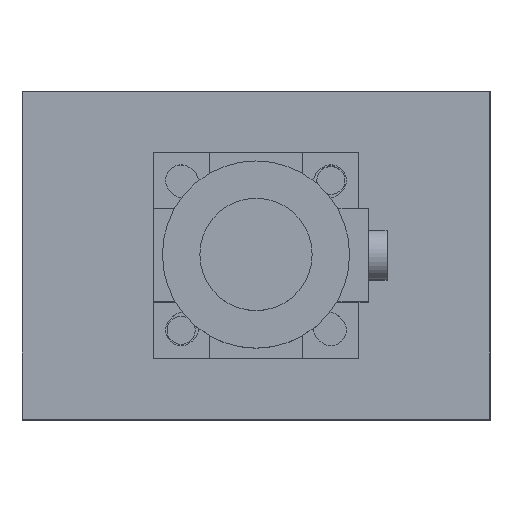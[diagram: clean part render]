
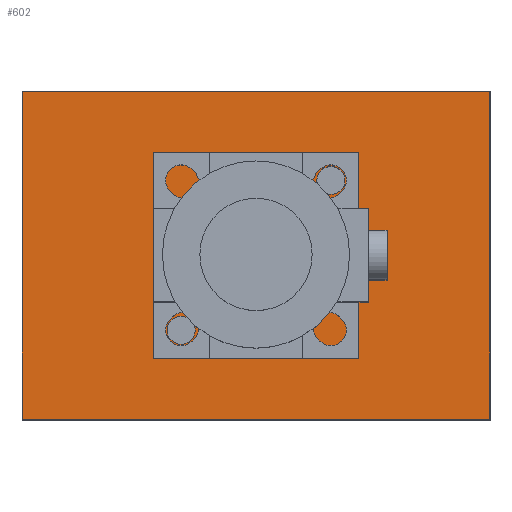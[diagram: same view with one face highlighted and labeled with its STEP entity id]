
A CAD part, top view. The second image highlights one B-rep face of the part: STEP entity #602.
In plain terms, the highlighted planar face has unit normal (0, 0, 1).
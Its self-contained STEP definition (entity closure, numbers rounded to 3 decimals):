
#133=CARTESIAN_POINT('',(9.5,8.0,45.0));
#134=VERTEX_POINT('',#133);
#135=CARTESIAN_POINT('',(8.0,8.0,45.0));
#136=DIRECTION('',(0.0,0.0,-1.0));
#137=DIRECTION('',(1.0,0.0,0.0));
#138=AXIS2_PLACEMENT_3D('',#135,#136,#137);
#139=CIRCLE('',#138,1.5);
#140=EDGE_CURVE('',#134,#134,#139,.T.);
#191=CARTESIAN_POINT('',(-6.5,-8.0,45.0));
#192=VERTEX_POINT('',#191);
#193=CARTESIAN_POINT('',(-8.,-8.0,45.0));
#194=DIRECTION('',(0.0,0.0,-1.0));
#195=DIRECTION('',(1.0,0.0,0.0));
#196=AXIS2_PLACEMENT_3D('',#193,#194,#195);
#197=CIRCLE('',#196,1.5);
#198=EDGE_CURVE('',#192,#192,#197,.T.);
#463=CARTESIAN_POINT('',(25.,17.5,45.0));
#464=VERTEX_POINT('',#463);
#465=CARTESIAN_POINT('',(25.,-17.5,45.0));
#466=VERTEX_POINT('',#465);
#467=CARTESIAN_POINT('',(25.,17.5,45.0));
#468=DIRECTION('',(0.0,-1.0,0.0));
#469=VECTOR('',#468,35.);
#470=LINE('',#467,#469);
#471=EDGE_CURVE('',#464,#466,#470,.T.);
#506=CARTESIAN_POINT('',(-25.,-17.5,45.0));
#507=VERTEX_POINT('',#506);
#508=CARTESIAN_POINT('',(25.,-17.5,45.0));
#509=DIRECTION('',(-1.0,0.0,0.0));
#510=VECTOR('',#509,50.);
#511=LINE('',#508,#510);
#512=EDGE_CURVE('',#466,#507,#511,.T.);
#537=CARTESIAN_POINT('',(-25.,17.5,45.0));
#538=VERTEX_POINT('',#537);
#539=CARTESIAN_POINT('',(-25.,-17.5,45.0));
#540=DIRECTION('',(0.0,1.0,0.0));
#541=VECTOR('',#540,35.);
#542=LINE('',#539,#541);
#543=EDGE_CURVE('',#507,#538,#542,.T.);
#568=CARTESIAN_POINT('',(-25.,17.5,45.0));
#569=DIRECTION('',(1.0,0.0,0.0));
#570=VECTOR('',#569,50.);
#571=LINE('',#568,#570);
#572=EDGE_CURVE('',#538,#464,#571,.T.);
#585=CARTESIAN_POINT('',(0.,0.,45.0));
#586=DIRECTION('',(0.0,0.0,1.0));
#587=DIRECTION('',(1.0,0.0,0.0));
#588=AXIS2_PLACEMENT_3D('',#585,#586,#587);
#589=PLANE('',#588);
#590=ORIENTED_EDGE('',*,*,#471,.F.);
#591=ORIENTED_EDGE('',*,*,#572,.F.);
#592=ORIENTED_EDGE('',*,*,#543,.F.);
#593=ORIENTED_EDGE('',*,*,#512,.F.);
#594=EDGE_LOOP('',(#590,#591,#592,#593));
#595=FACE_OUTER_BOUND('',#594,.T.);
#596=ORIENTED_EDGE('',*,*,#140,.T.);
#597=EDGE_LOOP('',(#596));
#598=FACE_BOUND('',#597,.T.);
#599=ORIENTED_EDGE('',*,*,#198,.T.);
#600=EDGE_LOOP('',(#599));
#601=FACE_BOUND('',#600,.T.);
#602=ADVANCED_FACE('',(#595,#598,#601),#589,.T.);
